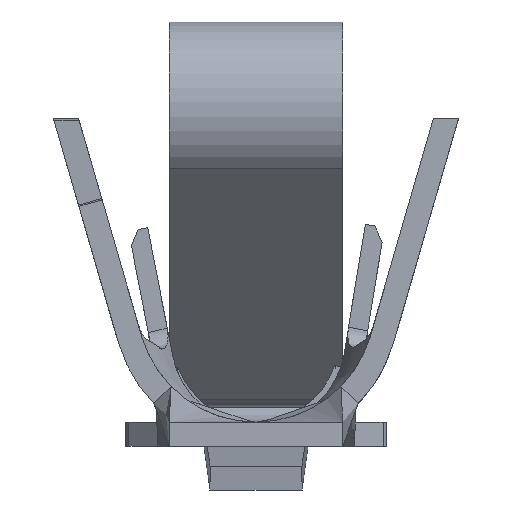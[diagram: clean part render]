
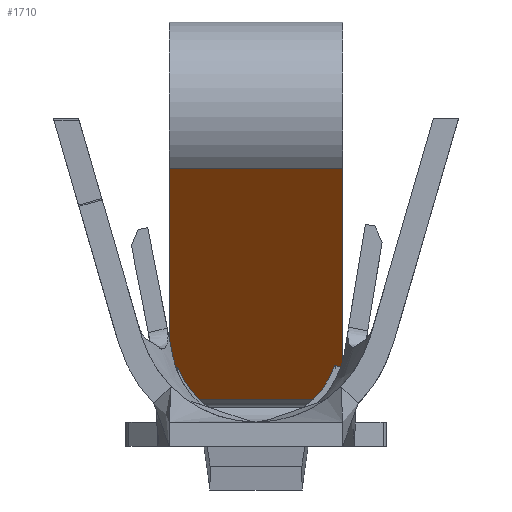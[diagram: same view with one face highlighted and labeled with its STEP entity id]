
A CAD part, left-side view. The second image highlights one B-rep face of the part: STEP entity #1710.
In plain terms, the highlighted planar face has unit normal (-0.724, 0, -0.69).
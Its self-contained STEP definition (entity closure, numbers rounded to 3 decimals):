
#264=ORIENTED_EDGE('',*,*,#772,.T.);
#265=ORIENTED_EDGE('',*,*,#773,.F.);
#266=ORIENTED_EDGE('',*,*,#756,.F.);
#267=ORIENTED_EDGE('',*,*,#771,.T.);
#756=EDGE_CURVE('',#1009,#1010,#1164,.T.);
#771=EDGE_CURVE('',#1009,#1021,#1173,.T.);
#772=EDGE_CURVE('',#1021,#1022,#1174,.T.);
#773=EDGE_CURVE('',#1010,#1022,#1175,.T.);
#1009=VERTEX_POINT('',#2527);
#1010=VERTEX_POINT('',#2529);
#1021=VERTEX_POINT('',#2557);
#1022=VERTEX_POINT('',#2561);
#1164=LINE('',#2528,#1331);
#1173=LINE('',#2558,#1340);
#1174=LINE('',#2560,#1341);
#1175=LINE('',#2562,#1342);
#1331=VECTOR('',#2051,1000.);
#1340=VECTOR('',#2078,1000.);
#1341=VECTOR('',#2081,1000.);
#1342=VECTOR('',#2082,1000.);
#1460=EDGE_LOOP('',(#264,#265,#266,#267));
#1558=FACE_BOUND('',#1460,.T.);
#1651=PLANE('',#1847);
#1710=ADVANCED_FACE('',(#1558),#1651,.F.);
#1847=AXIS2_PLACEMENT_3D('',#2559,#2079,#2080);
#2051=DIRECTION('',(0.69,0.,-0.724));
#2078=DIRECTION('',(0.,1.,0.));
#2079=DIRECTION('',(0.724,0.,0.69));
#2080=DIRECTION('',(0.69,0.,-0.724));
#2081=DIRECTION('',(0.69,0.,-0.724));
#2082=DIRECTION('',(0.,1.,0.));
#2527=CARTESIAN_POINT('',(1.098,-0.9,2.879));
#2528=CARTESIAN_POINT('',(1.098,-0.9,2.879));
#2529=CARTESIAN_POINT('',(3.384,-0.9,0.481));
#2557=CARTESIAN_POINT('',(1.098,0.9,2.879));
#2558=CARTESIAN_POINT('',(1.098,-0.9,2.879));
#2559=CARTESIAN_POINT('',(1.098,-0.9,2.879));
#2560=CARTESIAN_POINT('',(1.098,0.9,2.879));
#2561=CARTESIAN_POINT('',(3.384,0.9,0.481));
#2562=CARTESIAN_POINT('',(3.384,-0.9,0.481));
